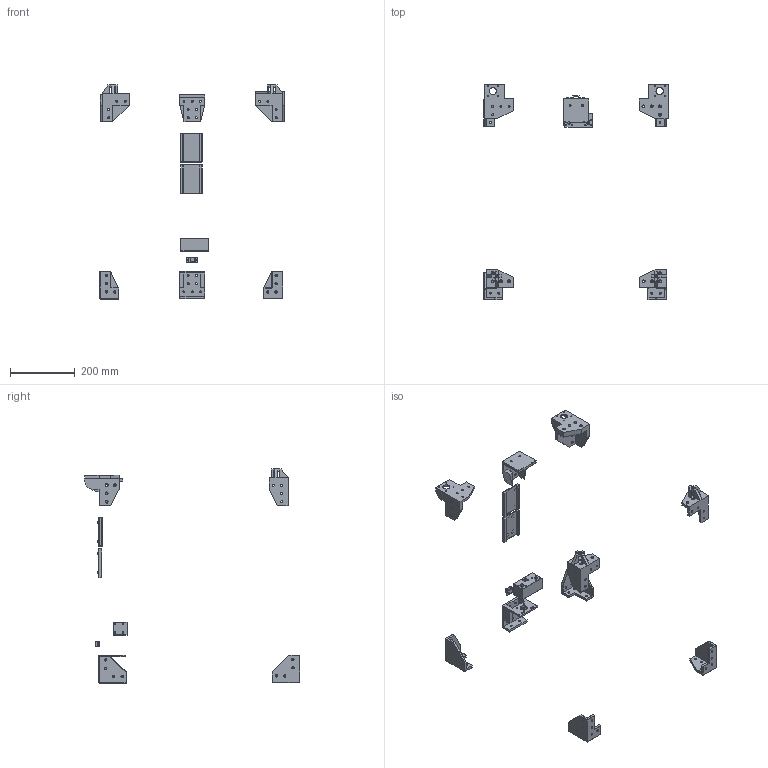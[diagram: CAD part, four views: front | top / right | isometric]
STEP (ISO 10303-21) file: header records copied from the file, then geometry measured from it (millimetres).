
FILE_DESCRIPTION(/* description */ ('STEP AP242','CAx-IF Rec.Pracs.---Representation and Presentation of Product Manufacturing Information (PMI)---4.0---2014-10-13','CAx-IF Rec.Pracs.---3D Tessellated Geometry---0.4---2014-09-14','2;1'),/* implementation_level */ '2;1');
FILE_NAME(/* name */ '67aea02f9ad5e62a10019701',/* time_stamp */ '2025-02-14T01:45:20Z',/* author */ (''),/* organization */ (''),/* preprocessor_version */ 'ST-DEVELOPER v20',/* originating_system */ 'ONSHAPE BY PTC INC, 1.193',/* authorisation */ ' ');
FILE_SCHEMA (('AP242_MANAGED_MODEL_BASED_3D_ENGINEERING_MIM_LF { 1 0 10303 442 1 1 4 }'));
Length unit declared in the file: metre
Products named in the file (13): Assembly; Part 2; Part 1
Assembly tree (14 placements, depth 2):
  Assembly
    Part 2  x2
    Part 1
    Part 1
    Part 2
    Part 2
    Part 1  x2
    Part 1
    Part 1
    Part 1
    Part 1
    Part 1
    Part 1
Bounding box: 566.94 x 661.98 x 659.01 mm (x, y, z)
Volume: 1293381.1 mm3; surface area: 386180.7 mm2
Topology: 14 solids, 14 shells, 900 faces, 2129 edges, 1204 vertices
Faces by surface type: cylinder 427, plane 290, sphere 104, torus 71, bspline 8
Full cylindrical faces by diameter (mm): 3 x26, 4 x24, 6 x118, 9 x32, 10 x2, 10.2 x1, 22 x2, 22.5 x2
Entity records: 21228 total; most frequent: CARTESIAN_POINT 4576, DIRECTION 3567, ORIENTED_EDGE 2820, AXIS2_PLACEMENT_3D 1444, EDGE_CURVE 1410, EDGE_LOOP 1275, FACE_BOUND 1275, VERTEX_POINT 981
